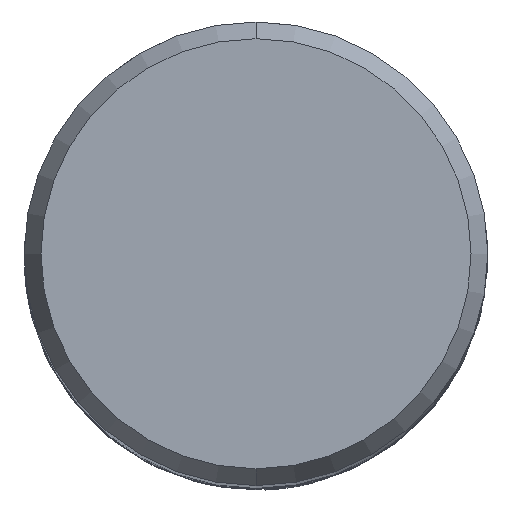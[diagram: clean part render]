
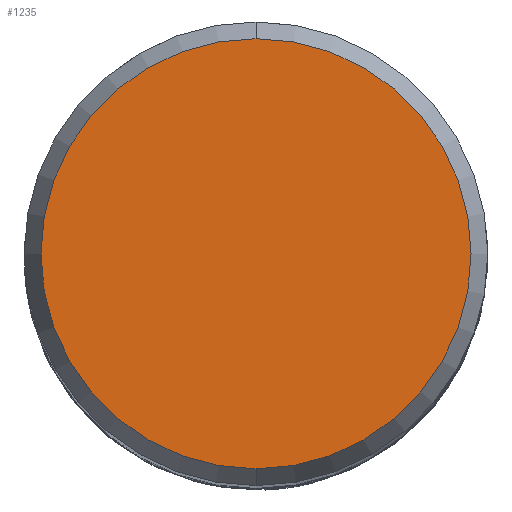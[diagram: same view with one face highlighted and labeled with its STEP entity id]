
A CAD part, top view. The second image highlights one B-rep face of the part: STEP entity #1235.
In plain terms, the highlighted planar face has unit normal (0, 0, 1).
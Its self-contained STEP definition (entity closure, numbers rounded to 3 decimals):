
#831=VERTEX_POINT('',#2036);
#1175=EDGE_CURVE('',#1689,#831,#2411,.T.);
#1235=ADVANCED_FACE('',(#2473),#2474,.T.);
#1301=EDGE_CURVE('',#831,#1689,#2545,.T.);
#1689=VERTEX_POINT('',#2973);
#2036=CARTESIAN_POINT('',(0.,-7.423,0.0));
#2411=CIRCLE('',#9528,7.423);
#2473=FACE_OUTER_BOUND('',#10207,.T.);
#2474=PLANE('',#10208);
#2545=CIRCLE('',#11260,7.423);
#2973=CARTESIAN_POINT('',(0.0,7.423,0.0));
#9528=AXIS2_PLACEMENT_3D('',#17901,#17902,#17903);
#10207=EDGE_LOOP('',(#17921,#17922));
#10208=AXIS2_PLACEMENT_3D('',#17923,#17924,#17925);
#11260=AXIS2_PLACEMENT_3D('',#17981,#17982,#17983);
#17901=CARTESIAN_POINT('',(0.0,0.0,0.0));
#17902=DIRECTION('',(0.0,0.0,-1.0));
#17903=DIRECTION('',(0.0,1.0,0.0));
#17921=ORIENTED_EDGE('',*,*,#1175,.F.);
#17922=ORIENTED_EDGE('',*,*,#1301,.F.);
#17923=CARTESIAN_POINT('',(0.0,3.711,0.0));
#17924=DIRECTION('',(-0.0,0.0,1.0));
#17925=DIRECTION('',(0.0,-1.0,0.0));
#17981=CARTESIAN_POINT('',(0.0,0.0,0.0));
#17982=DIRECTION('',(0.0,0.0,-1.0));
#17983=DIRECTION('',(0.0,1.0,0.0));
